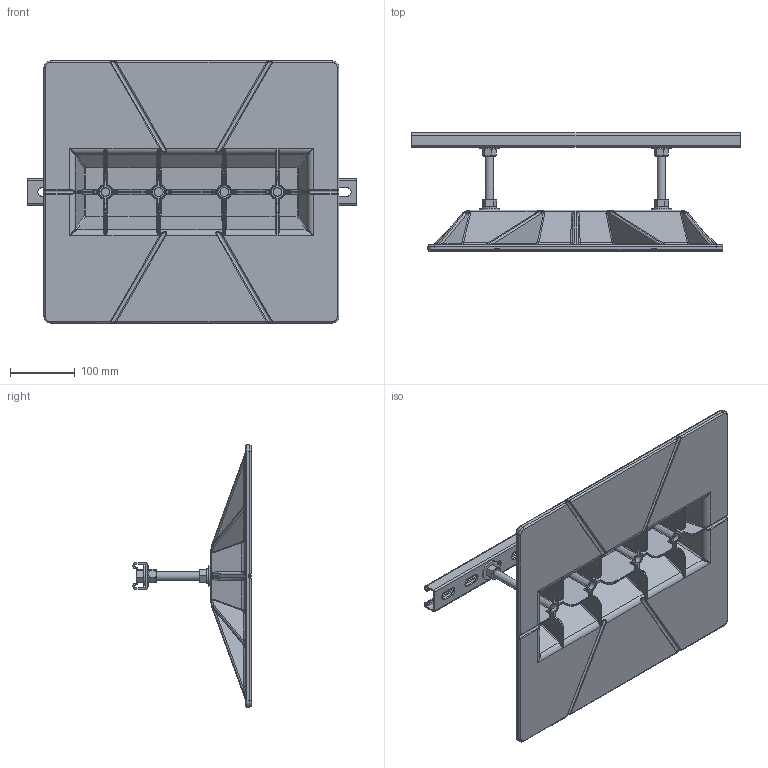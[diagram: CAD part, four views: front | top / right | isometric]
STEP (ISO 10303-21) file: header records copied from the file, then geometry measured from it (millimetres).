
FILE_DESCRIPTION((''),'2;1');
FILE_NAME('20-BS-7.stp','2012-11-21T10:11:36',('rdavis'),(''),'Autodesk Inventor 2013','Autodesk Inventor 2013','');
FILE_SCHEMA(('AUTOMOTIVE_DESIGN { 1 0 10303 214 1 1 1 1 }'));
Length unit declared in the file: inch
Products named in the file (7): 20-BS-7; P-3300 strut 20 inch; HEX NUT 0.500-13_HNUT 0; 16x18 No Logo; Threaded Rod 0; Plain Washer (Inch) 1/2 - Regular - Type B; Regular Helical Spring Lock Washer (Inch) 1/2
Assembly tree (18 placements, depth 2):
  20-BS-7
    P-3300 strut 20 inch
    HEX NUT 0.500-13_HNUT 0  x6
    16x18 No Logo
    Threaded Rod 0  x2
    Plain Washer (Inch) 1/2 - Regular - Type B  x6
    Regular Helical Spring Lock Washer (Inch) 1/2  x2
Bounding box: 509.8 x 183.51 x 406.4 mm (x, y, z)
Volume: 2171178.6 mm3; surface area: 701333.6 mm2
Topology: 18 solids, 18 shells, 2223 faces, 5601 edges, 3307 vertices
Faces by surface type: bspline 1336, cylinder 394, plane 239, cone 116, torus 82, sphere 56
Full cylindrical faces by diameter (mm): 10.716 x6, 12.7 x8, 13.487 x6, 31.75 x6
Entity records: 134753 total; most frequent: CARTESIAN_POINT 91640, ORIENTED_EDGE 10324, DIRECTION 6347, EDGE_CURVE 5162, VERTEX_POINT 3116, AXIS2_PLACEMENT_3D 2742, EDGE_LOOP 2122, FACE_OUTER_BOUND 2074
